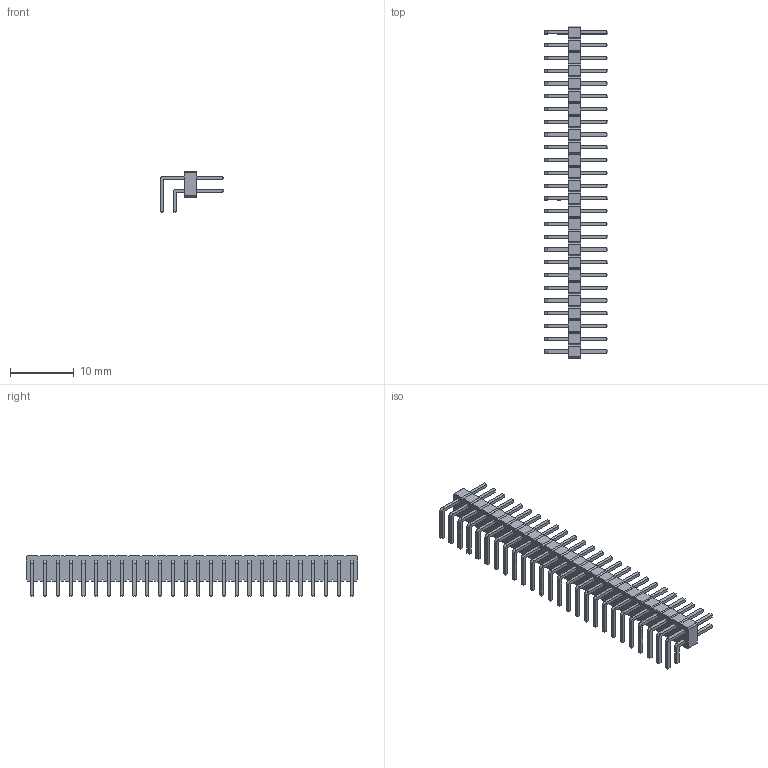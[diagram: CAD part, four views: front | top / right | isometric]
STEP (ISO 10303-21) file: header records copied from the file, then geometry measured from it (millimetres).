
FILE_DESCRIPTION(/* description */ ('model of PinHeader_2x26_P2.00mm_Horizontal'),/* implementation_level */ '2;1');
FILE_NAME(/* name */ 'PinHeader_2x26_P2.00mm_Horizontal.step',/* time_stamp */ '2018-01-24T13:48:45',/* author */ ('kicad StepUp','ksu'),/* organization */ ('FreeCAD'),/* preprocessor_version */ 'OCC',/* originating_system */ 'kicad StepUp',/* authorisation */ '');
FILE_SCHEMA(('AUTOMOTIVE_DESIGN { 1 0 10303 214 1 1 1 1 }'));
Length unit declared in the file: millimetre
Products named in the file (2): PinHeader_2x26_P200mm_Horizontal; Shape0_382499753395
Bounding box: 9.95 x 52 x 6.4 mm (x, y, z)
Volume: 579.4 mm3; surface area: 2010.8 mm2
Topology: 53 solids, 53 shells, 1044 faces, 2398 edges, 1460 vertices
Faces by surface type: plane 992, cylinder 52
Entity records: 18398 total; most frequent: ORIENTED_EDGE 3546, CARTESIAN_POINT 3029, EDGE_CURVE 2398, LINE 2294, VERTEX_POINT 1460, AXIS2_PLACEMENT_3D 1149, ADVANCED_FACE 1044, FACE_BOUND 1044
